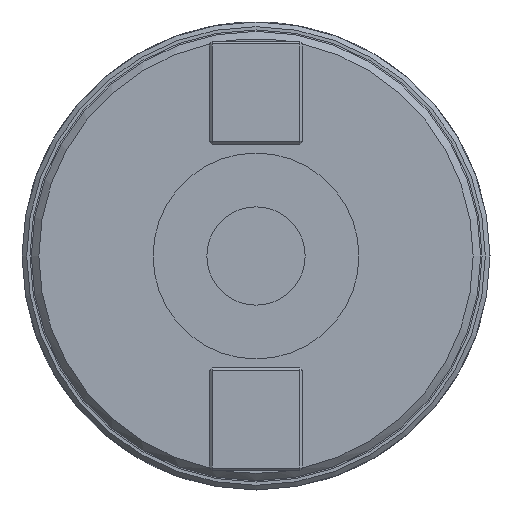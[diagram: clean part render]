
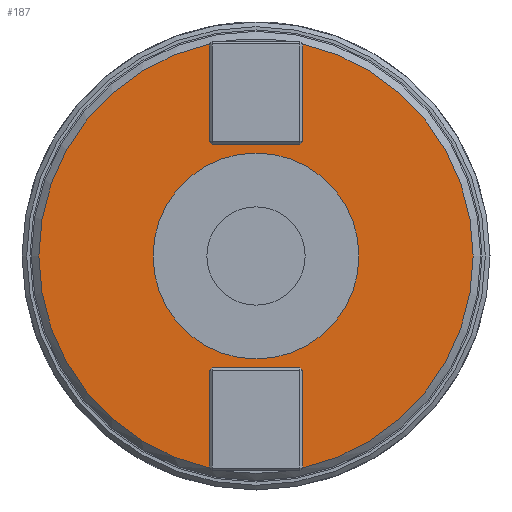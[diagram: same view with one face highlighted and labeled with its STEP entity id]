
A CAD part, left-side view. The second image highlights one B-rep face of the part: STEP entity #187.
In plain terms, the highlighted planar face has unit normal (-1, 0, 0).
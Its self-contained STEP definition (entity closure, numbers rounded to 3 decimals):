
#133=FACE_BOUND('',#398,.T.);
#134=FACE_BOUND('',#399,.T.);
#187=ADVANCED_FACE('',(#133,#134),#252,.F.);
#252=PLANE('',#1317);
#398=EDGE_LOOP('',(#770));
#399=EDGE_LOOP('',(#771,#772,#773,#774,#775,#776,#777,#778,#779,#780,#781,
#782,#783,#784,#785,#786));
#481=LINE('',#2343,#577);
#482=LINE('',#2345,#578);
#483=LINE('',#2347,#579);
#484=LINE('',#2349,#580);
#485=LINE('',#2351,#581);
#486=LINE('',#2353,#582);
#487=LINE('',#2355,#583);
#488=LINE('',#2359,#584);
#489=LINE('',#2361,#585);
#490=LINE('',#2363,#586);
#491=LINE('',#2365,#587);
#492=LINE('',#2367,#588);
#493=LINE('',#2369,#589);
#494=LINE('',#2371,#590);
#577=VECTOR('',#1512,1.);
#578=VECTOR('',#1513,1.);
#579=VECTOR('',#1514,1.);
#580=VECTOR('',#1515,1.);
#581=VECTOR('',#1516,1.);
#582=VECTOR('',#1517,1.);
#583=VECTOR('',#1518,1.);
#584=VECTOR('',#1521,1.);
#585=VECTOR('',#1522,1.);
#586=VECTOR('',#1523,1.);
#587=VECTOR('',#1524,1.);
#588=VECTOR('',#1525,1.);
#589=VECTOR('',#1526,1.);
#590=VECTOR('',#1527,1.);
#770=ORIENTED_EDGE('',*,*,#1134,.F.);
#771=ORIENTED_EDGE('',*,*,#1135,.T.);
#772=ORIENTED_EDGE('',*,*,#1136,.T.);
#773=ORIENTED_EDGE('',*,*,#1137,.T.);
#774=ORIENTED_EDGE('',*,*,#1138,.T.);
#775=ORIENTED_EDGE('',*,*,#1139,.T.);
#776=ORIENTED_EDGE('',*,*,#1140,.T.);
#777=ORIENTED_EDGE('',*,*,#1141,.T.);
#778=ORIENTED_EDGE('',*,*,#1142,.T.);
#779=ORIENTED_EDGE('',*,*,#1143,.T.);
#780=ORIENTED_EDGE('',*,*,#1144,.T.);
#781=ORIENTED_EDGE('',*,*,#1145,.T.);
#782=ORIENTED_EDGE('',*,*,#1146,.T.);
#783=ORIENTED_EDGE('',*,*,#1147,.T.);
#784=ORIENTED_EDGE('',*,*,#1148,.T.);
#785=ORIENTED_EDGE('',*,*,#1149,.T.);
#786=ORIENTED_EDGE('',*,*,#1150,.T.);
#1014=VERTEX_POINT('',#2339);
#1015=VERTEX_POINT('',#2341);
#1016=VERTEX_POINT('',#2342);
#1017=VERTEX_POINT('',#2344);
#1018=VERTEX_POINT('',#2346);
#1019=VERTEX_POINT('',#2348);
#1020=VERTEX_POINT('',#2350);
#1021=VERTEX_POINT('',#2352);
#1022=VERTEX_POINT('',#2354);
#1023=VERTEX_POINT('',#2356);
#1024=VERTEX_POINT('',#2358);
#1025=VERTEX_POINT('',#2360);
#1026=VERTEX_POINT('',#2362);
#1027=VERTEX_POINT('',#2364);
#1028=VERTEX_POINT('',#2366);
#1029=VERTEX_POINT('',#2368);
#1030=VERTEX_POINT('',#2370);
#1134=EDGE_CURVE('',#1014,#1014,#1239,.T.);
#1135=EDGE_CURVE('',#1015,#1016,#1240,.T.);
#1136=EDGE_CURVE('',#1016,#1017,#481,.T.);
#1137=EDGE_CURVE('',#1017,#1018,#482,.T.);
#1138=EDGE_CURVE('',#1018,#1019,#483,.T.);
#1139=EDGE_CURVE('',#1019,#1020,#484,.T.);
#1140=EDGE_CURVE('',#1020,#1021,#485,.T.);
#1141=EDGE_CURVE('',#1021,#1022,#486,.T.);
#1142=EDGE_CURVE('',#1022,#1023,#487,.T.);
#1143=EDGE_CURVE('',#1023,#1024,#1241,.T.);
#1144=EDGE_CURVE('',#1024,#1025,#488,.T.);
#1145=EDGE_CURVE('',#1025,#1026,#489,.T.);
#1146=EDGE_CURVE('',#1026,#1027,#490,.T.);
#1147=EDGE_CURVE('',#1027,#1028,#491,.T.);
#1148=EDGE_CURVE('',#1028,#1029,#492,.T.);
#1149=EDGE_CURVE('',#1029,#1030,#493,.T.);
#1150=EDGE_CURVE('',#1030,#1015,#494,.T.);
#1239=CIRCLE('',#1314,11.);
#1240=CIRCLE('',#1315,23.2);
#1241=CIRCLE('',#1316,23.2);
#1314=AXIS2_PLACEMENT_3D('',#2338,#1508,#1509);
#1315=AXIS2_PLACEMENT_3D('',#2340,#1510,#1511);
#1316=AXIS2_PLACEMENT_3D('',#2357,#1519,#1520);
#1317=AXIS2_PLACEMENT_3D('',#2372,#1528,#1529);
#1508=DIRECTION('',(-1.,0.,0.));
#1509=DIRECTION('',(0.,0.,-1.));
#1510=DIRECTION('',(-1.,0.,0.));
#1511=DIRECTION('',(0.,0.,-1.));
#1512=DIRECTION('',(0.,-0.707,-0.707));
#1513=DIRECTION('',(0.,0.,-1.));
#1514=DIRECTION('',(0.,0.707,-0.707));
#1515=DIRECTION('',(0.,1.,0.));
#1516=DIRECTION('',(0.,0.707,0.707));
#1517=DIRECTION('',(0.,0.,1.));
#1518=DIRECTION('',(0.,-0.707,0.707));
#1519=DIRECTION('',(-1.,0.,0.));
#1520=DIRECTION('',(0.,0.,-1.));
#1521=DIRECTION('',(0.,0.707,0.707));
#1522=DIRECTION('',(0.,0.,1.));
#1523=DIRECTION('',(0.,-0.707,0.707));
#1524=DIRECTION('',(0.,-1.,0.));
#1525=DIRECTION('',(0.,-0.707,-0.707));
#1526=DIRECTION('',(0.,0.,-1.));
#1527=DIRECTION('',(0.,0.707,-0.707));
#1528=DIRECTION('',(1.,0.,0.));
#1529=DIRECTION('',(0.,0.,-1.));
#2338=CARTESIAN_POINT('',(19.,0.,0.));
#2339=CARTESIAN_POINT('',(19.,0.,-11.));
#2340=CARTESIAN_POINT('',(19.,0.,0.));
#2341=CARTESIAN_POINT('',(19.,-4.994,-22.656));
#2342=CARTESIAN_POINT('',(19.,-4.994,22.656));
#2343=CARTESIAN_POINT('',(19.,-7.438,20.212));
#2344=CARTESIAN_POINT('',(19.,-5.,22.65));
#2345=CARTESIAN_POINT('',(19.,-5.,0.));
#2346=CARTESIAN_POINT('',(19.,-5.,12.25));
#2347=CARTESIAN_POINT('',(19.,10.012,-2.762));
#2348=CARTESIAN_POINT('',(19.,-4.7,11.95));
#2349=CARTESIAN_POINT('',(19.,12.775,11.95));
#2350=CARTESIAN_POINT('',(19.,4.7,11.95));
#2351=CARTESIAN_POINT('',(19.,2.762,10.012));
#2352=CARTESIAN_POINT('',(19.,5.,12.25));
#2353=CARTESIAN_POINT('',(19.,5.,0.));
#2354=CARTESIAN_POINT('',(19.,5.,22.65));
#2355=CARTESIAN_POINT('',(19.,20.212,7.438));
#2356=CARTESIAN_POINT('',(19.,4.994,22.656));
#2357=CARTESIAN_POINT('',(19.,0.,0.));
#2358=CARTESIAN_POINT('',(19.,4.994,-22.656));
#2359=CARTESIAN_POINT('',(19.,20.212,-7.438));
#2360=CARTESIAN_POINT('',(19.,5.,-22.65));
#2361=CARTESIAN_POINT('',(19.,5.,0.));
#2362=CARTESIAN_POINT('',(19.,5.,-12.25));
#2363=CARTESIAN_POINT('',(19.,2.762,-10.012));
#2364=CARTESIAN_POINT('',(19.,4.7,-11.95));
#2365=CARTESIAN_POINT('',(19.,12.775,-11.95));
#2366=CARTESIAN_POINT('',(19.,-4.7,-11.95));
#2367=CARTESIAN_POINT('',(19.,10.012,2.762));
#2368=CARTESIAN_POINT('',(19.,-5.,-12.25));
#2369=CARTESIAN_POINT('',(19.,-5.,0.));
#2370=CARTESIAN_POINT('',(19.,-5.,-22.65));
#2371=CARTESIAN_POINT('',(19.,-7.438,-20.212));
#2372=CARTESIAN_POINT('',(19.,12.775,0.));
